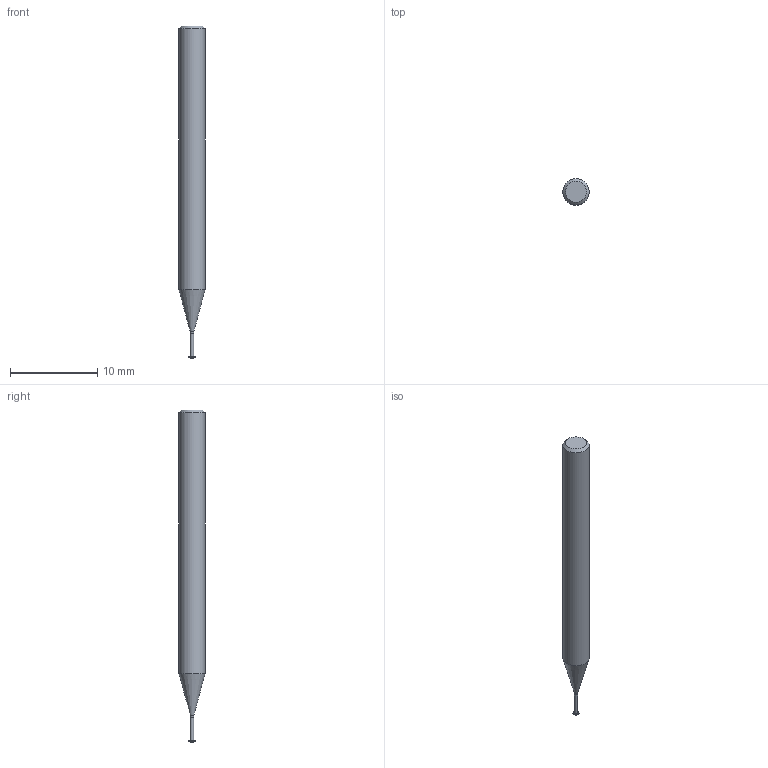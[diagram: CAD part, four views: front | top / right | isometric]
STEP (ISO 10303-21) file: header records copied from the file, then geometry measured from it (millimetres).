
FILE_DESCRIPTION (( 'STEP AP203' ), '1' );
FILE_NAME ('964485.step', '2023-09-27T05:46:08', ( '' ), ( '' ), 'SwSTEP 2.0', 'SolidWorks 2022', '' );
FILE_SCHEMA (( 'CONFIG_CONTROL_DESIGN' ));
Length unit declared in the file: millimetre
Products named in the file (1): 964485
Bounding box: 3 x 3 x 38 mm (x, y, z)
Volume: 226.3 mm3; surface area: 320.4 mm2
Topology: 1 solids, 1 shells, 10 faces, 17 edges, 9 vertices
Faces by surface type: cone 4, cylinder 3, plane 2, torus 1
Full cylindrical faces by diameter (mm): 0.37 x1, 0.71 x1, 3 x1
Entity records: 271 total; most frequent: DIRECTION 40, CARTESIAN_POINT 29, AXIS2_PLACEMENT_3D 20, ORIENTED_EDGE 18, EDGE_LOOP 18, FACE_OUTER_BOUND 14, ADVANCED_FACE 10, VERTEX_POINT 9
